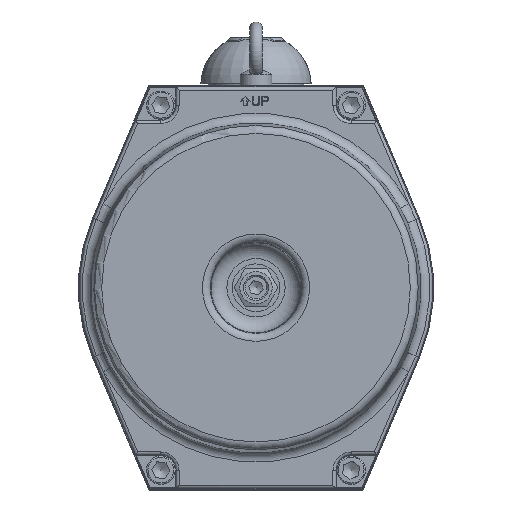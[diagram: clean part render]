
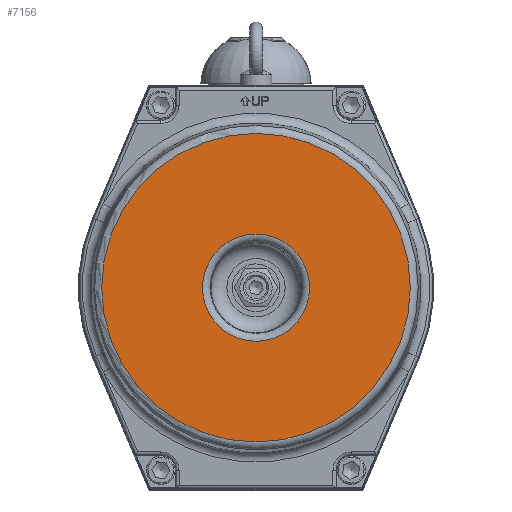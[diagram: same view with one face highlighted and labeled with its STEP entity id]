
A CAD part, front view. The second image highlights one B-rep face of the part: STEP entity #7156.
In plain terms, the highlighted planar face has unit normal (0, -1, 0).
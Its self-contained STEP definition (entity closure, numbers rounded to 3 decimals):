
#1202=PLANE('',#8130);
#2866=ORIENTED_EDGE('',*,*,#4156,.F.);
#2867=ORIENTED_EDGE('',*,*,#4157,.T.);
#4156=EDGE_CURVE('',#5037,#5037,#5499,.T.);
#4157=EDGE_CURVE('',#5038,#5038,#5500,.T.);
#5037=VERTEX_POINT('',#13881);
#5038=VERTEX_POINT('',#13884);
#5499=CIRCLE('',#8129,97.244);
#5500=CIRCLE('',#8131,33.766);
#5995=EDGE_LOOP('',(#2866));
#5996=EDGE_LOOP('',(#2867));
#6558=FACE_BOUND('',#5995,.T.);
#6559=FACE_BOUND('',#5996,.T.);
#7156=ADVANCED_FACE('',(#6558,#6559),#1202,.F.);
#8129=AXIS2_PLACEMENT_3D('',#13880,#9821,#9822);
#8130=AXIS2_PLACEMENT_3D('',#13882,#9823,#9824);
#8131=AXIS2_PLACEMENT_3D('',#13883,#9825,#9826);
#9821=DIRECTION('',(0.,1.,0.));
#9822=DIRECTION('',(0.,0.,1.));
#9823=DIRECTION('',(0.,1.,0.));
#9824=DIRECTION('',(0.,0.,1.));
#9825=DIRECTION('',(0.,1.,0.));
#9826=DIRECTION('',(0.,0.,1.));
#13880=CARTESIAN_POINT('',(0.,-213.,0.));
#13881=CARTESIAN_POINT('',(0.,-213.,97.244));
#13882=CARTESIAN_POINT('',(0.,-213.,102.));
#13883=CARTESIAN_POINT('',(0.,-213.,0.));
#13884=CARTESIAN_POINT('',(0.,-213.,33.766));
